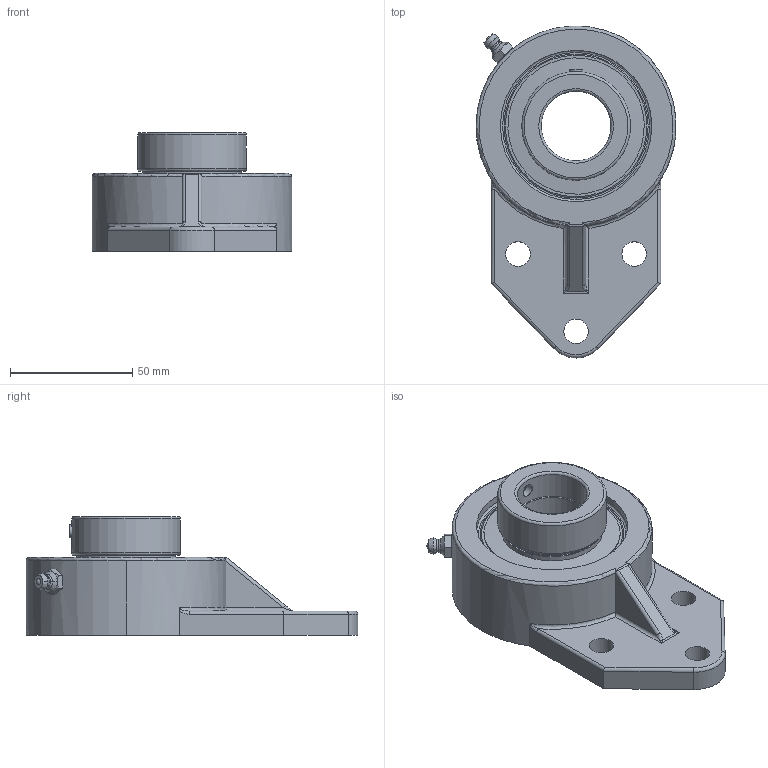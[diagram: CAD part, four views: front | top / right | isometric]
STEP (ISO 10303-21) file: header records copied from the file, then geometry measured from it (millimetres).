
FILE_DESCRIPTION(('HOOPS Exchange Step'),'2;1');
FILE_NAME('export-889DD9A0-79AA-48BB-998A-A789F4DE6885.stp','2019-12-12T16:12:12+16:00',('ibuslach'),('Alibre'),'HOOPS Exchange 2019.2','Alibre','Unknown authorisation');
FILE_SCHEMA( ('AP242_MANAGED_MODEL_BASED_3D_ENGINEERING_MIM_LF {1 0 10303 442 1 1 4 }') );
Length unit declared in the file: centimetre
Products named in the file (8): UCP ZERK 6mm; MRN SFB 206 (NO LETTERING); SNC 206-18 RACES; SNC 206-18 COLLAR; SNC 206 SS; SNC 206 SHIELD; MRN SNC 206-18; MRN SNCFB 206-18
Assembly tree (8 placements, depth 3):
  MRN SNCFB 206-18
    UCP ZERK 6mm
    MRN SFB 206 (NO LETTERING)
    MRN SNC 206-18
      SNC 206-18 RACES
      SNC 206-18 COLLAR
      SNC 206 SS
      SNC 206 SHIELD  x2
Bounding box: 81.94 x 135.98 x 48.71 mm (x, y, z)
Volume: 149506.6 mm3; surface area: 57117.6 mm2
Topology: 8 solids, 8 shells, 164 faces, 431 edges, 278 vertices
Faces by surface type: cylinder 56, plane 49, torus 23, cone 18, bspline 10, sphere 8
Full cylindrical faces by diameter (mm): 2.506 x2, 5.359 x2, 5.36 x1, 6 x2, 10 x3, 28.575 x2, 37.643 x2, 40.323 x4, 41.338 x2, 44.501 x1, 51.397 x2, 55.88 x2, 62.017 x1, 66.017 x1
Entity records: 8800 total; most frequent: CARTESIAN_POINT 4671, DIRECTION 872, ORIENTED_EDGE 806, EDGE_CURVE 403, AXIS2_PLACEMENT_3D 370, VERTEX_POINT 264, CIRCLE 189, EDGE_LOOP 185
